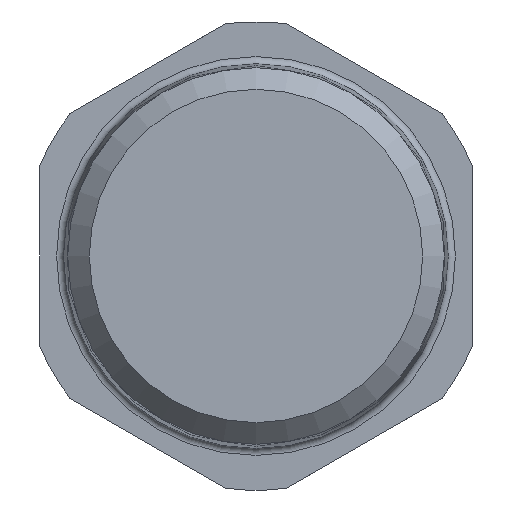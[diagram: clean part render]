
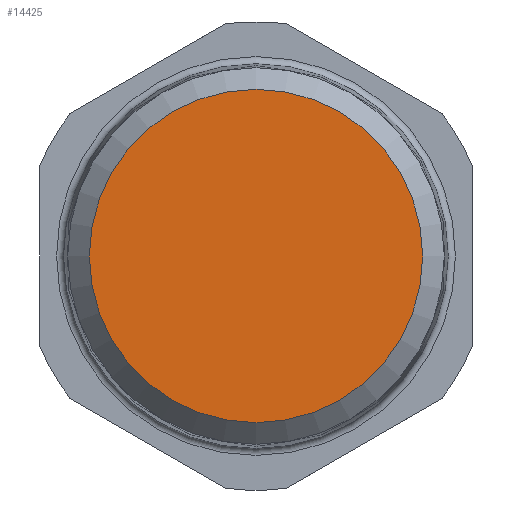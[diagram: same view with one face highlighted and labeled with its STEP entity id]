
A CAD part, left-side view. The second image highlights one B-rep face of the part: STEP entity #14425.
In plain terms, the highlighted planar face has unit normal (-1, 0, 0).
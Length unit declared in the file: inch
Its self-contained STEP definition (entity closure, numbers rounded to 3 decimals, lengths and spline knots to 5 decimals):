
#1131=CIRCLE('',#15698,0.45535);
#1132=CIRCLE('',#15699,0.45535);
#3331=FACE_OUTER_BOUND('',#4124,.T.);
#4124=EDGE_LOOP('',(#12503,#12504));
#6238=VERTEX_POINT('',#29507);
#6239=VERTEX_POINT('',#29508);
#8338=EDGE_CURVE('',#6238,#6239,#1131,.T.);
#8339=EDGE_CURVE('',#6239,#6238,#1132,.T.);
#12503=ORIENTED_EDGE('',*,*,#8338,.F.);
#12504=ORIENTED_EDGE('',*,*,#8339,.F.);
#12954=PLANE('',#15697);
#14425=ADVANCED_FACE('',(#3331),#12954,.T.);
#15697=AXIS2_PLACEMENT_3D('',#29506,#18825,#18826);
#15698=AXIS2_PLACEMENT_3D('',#29509,#18827,#18828);
#15699=AXIS2_PLACEMENT_3D('',#29510,#18829,#18830);
#18825=DIRECTION('center_axis',(-1.,0.,0.));
#18826=DIRECTION('ref_axis',(0.,-1.,0.));
#18827=DIRECTION('center_axis',(1.,0.,0.));
#18828=DIRECTION('ref_axis',(0.,1.,0.));
#18829=DIRECTION('center_axis',(1.,0.,0.));
#18830=DIRECTION('ref_axis',(0.,1.,0.));
#29506=CARTESIAN_POINT('Origin',(-2.10699,0.,
0.45535));
#29507=CARTESIAN_POINT('',(-2.10699,0.,0.45535));
#29508=CARTESIAN_POINT('',(-2.10699,0.,-0.45535));
#29509=CARTESIAN_POINT('Origin',(-2.10699,0.,
0.));
#29510=CARTESIAN_POINT('Origin',(-2.10699,0.,
0.));
